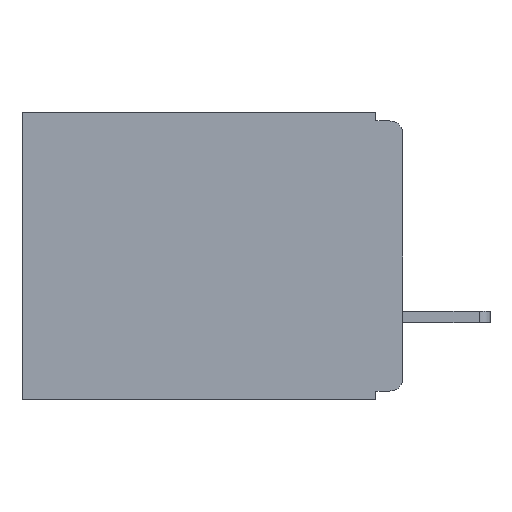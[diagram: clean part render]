
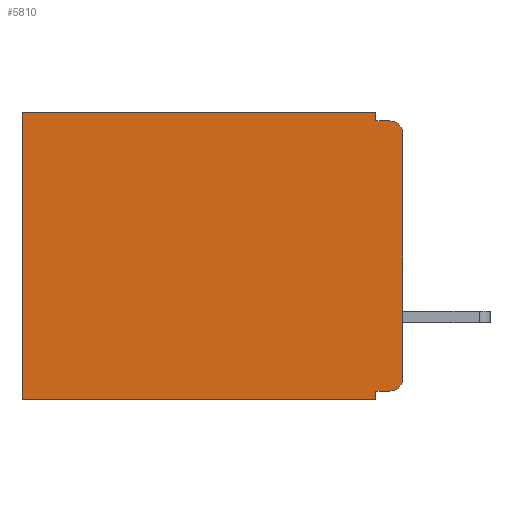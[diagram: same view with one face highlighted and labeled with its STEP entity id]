
A CAD part, left-side view. The second image highlights one B-rep face of the part: STEP entity #5810.
In plain terms, the highlighted planar face has unit normal (-1, 0, 0).
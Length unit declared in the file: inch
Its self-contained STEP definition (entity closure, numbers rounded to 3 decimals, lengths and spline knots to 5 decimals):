
#664 = EDGE_CURVE ( 'NONE', #4638, #14720, #18368, .T. ) ;
#1584 = DIRECTION ( 'NONE',  ( 0., 0., -1. ) ) ;
#1694 = DIRECTION ( 'NONE',  ( 0., 0., -1. ) ) ;
#2223 = AXIS2_PLACEMENT_3D ( 'NONE', #10560, #19258, #4748 ) ;
#2980 = DIRECTION ( 'NONE',  ( 0., 0., -1. ) ) ;
#3238 = VERTEX_POINT ( 'NONE', #25780 ) ;
#3331 = FACE_OUTER_BOUND ( 'NONE', #4889, .T. ) ;
#3549 = CARTESIAN_POINT ( 'NONE',  ( 0.3, 0.031, 0. ) ) ;
#3966 = VERTEX_POINT ( 'NONE', #3549 ) ;
#4326 = ORIENTED_EDGE ( 'NONE', *, *, #22977, .T. ) ;
#4623 = AXIS2_PLACEMENT_3D ( 'NONE', #17696, #8291, #17755 ) ;
#4638 = VERTEX_POINT ( 'NONE', #15997 ) ;
#4748 = DIRECTION ( 'NONE',  ( 0., 0., -1. ) ) ;
#4889 = EDGE_LOOP ( 'NONE', ( #6928, #27259, #23152, #15542, #4326, #14260, #7303, #17207, #25676, #13248 ) ) ;
#5467 = EDGE_CURVE ( 'NONE', #25418, #12029, #17545, .T. ) ;
#5810 = ADVANCED_FACE ( 'NONE', ( #3331 ), #18525, .F. ) ;
#5995 = CARTESIAN_POINT ( 'NONE',  ( 0.3, 0., -0.32 ) ) ;
#6373 = EDGE_CURVE ( 'NONE', #15192, #3238, #13223, .T. ) ;
#6928 = ORIENTED_EDGE ( 'NONE', *, *, #10097, .F. ) ;
#6971 = VERTEX_POINT ( 'NONE', #15744 ) ;
#7044 = EDGE_CURVE ( 'NONE', #15460, #12029, #10571, .T. ) ;
#7303 = ORIENTED_EDGE ( 'NONE', *, *, #7044, .F. ) ;
#7655 = VECTOR ( 'NONE', #1584, 39.37008 ) ;
#8136 = DIRECTION ( 'NONE',  ( 0., 1., 0. ) ) ;
#8291 = DIRECTION ( 'NONE',  ( -1., 0., 0. ) ) ;
#8488 = CARTESIAN_POINT ( 'NONE',  ( 0.3, 0., -0.01 ) ) ;
#9459 = LINE ( 'NONE', #5995, #14416 ) ;
#9556 = LINE ( 'NONE', #20684, #20069 ) ;
#9658 = CARTESIAN_POINT ( 'NONE',  ( 0.3, 0.437, -0.33 ) ) ;
#10097 = EDGE_CURVE ( 'NONE', #15192, #14720, #21579, .T. ) ;
#10126 = CARTESIAN_POINT ( 'NONE',  ( 0.3, 0., -0.33 ) ) ;
#10214 = DIRECTION ( 'NONE',  ( 0., 1., 0. ) ) ;
#10560 = CARTESIAN_POINT ( 'NONE',  ( 0.3, 0., -0.33 ) ) ;
#10571 = LINE ( 'NONE', #11941, #26620 ) ;
#11568 = DIRECTION ( 'NONE',  ( 0., 1., 0. ) ) ;
#11825 = CARTESIAN_POINT ( 'NONE',  ( 0.3, 0., -0.025 ) ) ;
#11941 = CARTESIAN_POINT ( 'NONE',  ( 0.3, 0., -0.33 ) ) ;
#12029 = VERTEX_POINT ( 'NONE', #9658 ) ;
#12221 = DIRECTION ( 'NONE',  ( 0., 0., -1. ) ) ;
#13223 = CIRCLE ( 'NONE', #17285, 0.015 ) ;
#13248 = ORIENTED_EDGE ( 'NONE', *, *, #664, .T. ) ;
#13425 = CARTESIAN_POINT ( 'NONE',  ( 0.3, 0.031, 0. ) ) ;
#14260 = ORIENTED_EDGE ( 'NONE', *, *, #5467, .T. ) ;
#14416 = VECTOR ( 'NONE', #8136, 39.37008 ) ;
#14657 = EDGE_CURVE ( 'NONE', #18571, #15460, #16125, .T. ) ;
#14720 = VERTEX_POINT ( 'NONE', #18658 ) ;
#15192 = VERTEX_POINT ( 'NONE', #11825 ) ;
#15460 = VERTEX_POINT ( 'NONE', #23310 ) ;
#15542 = ORIENTED_EDGE ( 'NONE', *, *, #18887, .F. ) ;
#15744 = CARTESIAN_POINT ( 'NONE',  ( 0.3, 0.031, -0.01 ) ) ;
#15984 = VECTOR ( 'NONE', #1694, 39.37008 ) ;
#15997 = CARTESIAN_POINT ( 'NONE',  ( 0.3, 0.015, -0.32 ) ) ;
#16125 = LINE ( 'NONE', #22701, #26579 ) ;
#16265 = EDGE_CURVE ( 'NONE', #4638, #18571, #9459, .T. ) ;
#17207 = ORIENTED_EDGE ( 'NONE', *, *, #14657, .F. ) ;
#17285 = AXIS2_PLACEMENT_3D ( 'NONE', #18506, #18434, #18385 ) ;
#17545 = LINE ( 'NONE', #19497, #7655 ) ;
#17696 = CARTESIAN_POINT ( 'NONE',  ( 0.3, 0.015, -0.305 ) ) ;
#17755 = DIRECTION ( 'NONE',  ( 0., 0., -1. ) ) ;
#18020 = VECTOR ( 'NONE', #23312, 39.37008 ) ;
#18052 = CARTESIAN_POINT ( 'NONE',  ( 0.3, 0.031, -0.32 ) ) ;
#18368 = CIRCLE ( 'NONE', #4623, 0.015 ) ;
#18385 = DIRECTION ( 'NONE',  ( 0., 0., -1. ) ) ;
#18434 = DIRECTION ( 'NONE',  ( -1., 0., 0. ) ) ;
#18506 = CARTESIAN_POINT ( 'NONE',  ( 0.3, 0.015, -0.025 ) ) ;
#18525 = PLANE ( 'NONE',  #2223 ) ;
#18571 = VERTEX_POINT ( 'NONE', #18052 ) ;
#18658 = CARTESIAN_POINT ( 'NONE',  ( 0.3, 0., -0.305 ) ) ;
#18887 = EDGE_CURVE ( 'NONE', #3966, #6971, #26670, .T. ) ;
#19258 = DIRECTION ( 'NONE',  ( 1., 0., 0. ) ) ;
#19497 = CARTESIAN_POINT ( 'NONE',  ( 0.3, 0.437, -0.33 ) ) ;
#19663 = CARTESIAN_POINT ( 'NONE',  ( 0.3, 0.437, 0. ) ) ;
#20069 = VECTOR ( 'NONE', #10214, 39.37008 ) ;
#20489 = VECTOR ( 'NONE', #2980, 39.37008 ) ;
#20684 = CARTESIAN_POINT ( 'NONE',  ( 0.3, 0., 0. ) ) ;
#21579 = LINE ( 'NONE', #10126, #15984 ) ;
#22701 = CARTESIAN_POINT ( 'NONE',  ( 0.3, 0.031, -0.33 ) ) ;
#22977 = EDGE_CURVE ( 'NONE', #3966, #25418, #9556, .T. ) ;
#23152 = ORIENTED_EDGE ( 'NONE', *, *, #24713, .F. ) ;
#23310 = CARTESIAN_POINT ( 'NONE',  ( 0.3, 0.031, -0.33 ) ) ;
#23312 = DIRECTION ( 'NONE',  ( 0., -1., 0. ) ) ;
#23614 = LINE ( 'NONE', #8488, #18020 ) ;
#24713 = EDGE_CURVE ( 'NONE', #6971, #3238, #23614, .T. ) ;
#25418 = VERTEX_POINT ( 'NONE', #19663 ) ;
#25676 = ORIENTED_EDGE ( 'NONE', *, *, #16265, .F. ) ;
#25780 = CARTESIAN_POINT ( 'NONE',  ( 0.3, 0.015, -0.01 ) ) ;
#26579 = VECTOR ( 'NONE', #12221, 39.37008 ) ;
#26620 = VECTOR ( 'NONE', #11568, 39.37008 ) ;
#26670 = LINE ( 'NONE', #13425, #20489 ) ;
#27259 = ORIENTED_EDGE ( 'NONE', *, *, #6373, .T. ) ;
